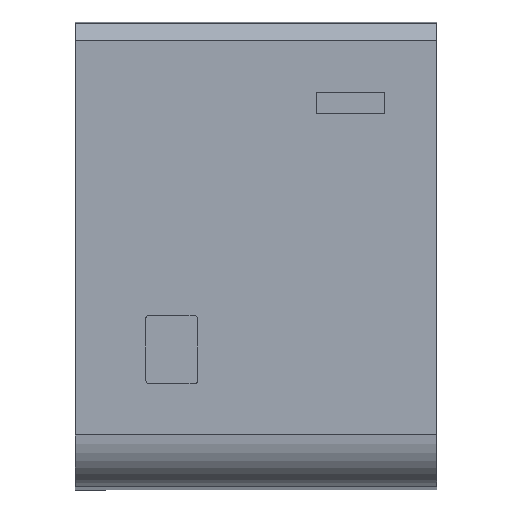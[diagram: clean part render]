
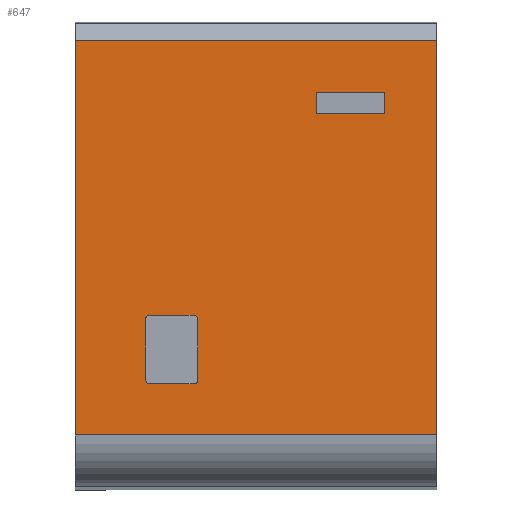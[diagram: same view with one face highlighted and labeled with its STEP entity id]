
A CAD part, top view. The second image highlights one B-rep face of the part: STEP entity #647.
In plain terms, the highlighted planar face has unit normal (0, 0, 1).
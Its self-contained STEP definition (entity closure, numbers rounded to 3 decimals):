
#611=AXIS2_PLACEMENT_3D('Plane Axis2P3D',#608,#609,#610) ;
#40=CARTESIAN_POINT('Vertex',(21.,26.052,42.3)) ;
#45=CARTESIAN_POINT('Line Origine',(21.,14.596,42.3)) ;
#49=CARTESIAN_POINT('Vertex',(21.,3.141,42.3)) ;
#265=CARTESIAN_POINT('Vertex',(6.9,6.105,42.3)) ;
#269=CARTESIAN_POINT('Control Point',(7.1,6.305,42.3)) ;
#270=CARTESIAN_POINT('Control Point',(7.1,6.226,42.3)) ;
#271=CARTESIAN_POINT('Control Point',(7.058,6.147,42.3)) ;
#272=CARTESIAN_POINT('Control Point',(6.979,6.105,42.3)) ;
#273=CARTESIAN_POINT('Control Point',(6.9,6.105,42.3)) ;
#274=CARTESIAN_POINT('Vertex',(7.1,6.305,42.3)) ;
#299=CARTESIAN_POINT('Vertex',(4.3,6.105,42.3)) ;
#302=CARTESIAN_POINT('Line Origine',(5.6,6.105,42.3)) ;
#328=CARTESIAN_POINT('Vertex',(4.1,6.305,42.3)) ;
#332=CARTESIAN_POINT('Control Point',(4.3,6.105,42.3)) ;
#333=CARTESIAN_POINT('Control Point',(4.221,6.105,42.3)) ;
#334=CARTESIAN_POINT('Control Point',(4.142,6.147,42.3)) ;
#335=CARTESIAN_POINT('Control Point',(4.1,6.226,42.3)) ;
#336=CARTESIAN_POINT('Control Point',(4.1,6.305,42.3)) ;
#355=CARTESIAN_POINT('Vertex',(4.1,9.905,42.3)) ;
#358=CARTESIAN_POINT('Line Origine',(4.1,8.105,42.3)) ;
#384=CARTESIAN_POINT('Vertex',(4.3,10.105,42.3)) ;
#388=CARTESIAN_POINT('Control Point',(4.1,9.905,42.3)) ;
#389=CARTESIAN_POINT('Control Point',(4.1,9.983,42.3)) ;
#390=CARTESIAN_POINT('Control Point',(4.142,10.063,42.3)) ;
#391=CARTESIAN_POINT('Control Point',(4.221,10.105,42.3)) ;
#392=CARTESIAN_POINT('Control Point',(4.3,10.105,42.3)) ;
#411=CARTESIAN_POINT('Vertex',(6.9,10.105,42.3)) ;
#414=CARTESIAN_POINT('Line Origine',(5.6,10.105,42.3)) ;
#440=CARTESIAN_POINT('Vertex',(7.1,9.905,42.3)) ;
#444=CARTESIAN_POINT('Control Point',(6.9,10.105,42.3)) ;
#445=CARTESIAN_POINT('Control Point',(6.979,10.105,42.3)) ;
#446=CARTESIAN_POINT('Control Point',(7.058,10.063,42.3)) ;
#447=CARTESIAN_POINT('Control Point',(7.1,9.983,42.3)) ;
#448=CARTESIAN_POINT('Control Point',(7.1,9.905,42.3)) ;
#463=CARTESIAN_POINT('Line Origine',(7.1,8.105,42.3)) ;
#485=CARTESIAN_POINT('Vertex',(18.,21.81,42.3)) ;
#488=CARTESIAN_POINT('Line Origine',(18.,22.435,42.3)) ;
#492=CARTESIAN_POINT('Vertex',(18.,23.06,42.3)) ;
#517=CARTESIAN_POINT('Vertex',(14.,21.81,42.3)) ;
#520=CARTESIAN_POINT('Line Origine',(16.,21.81,42.3)) ;
#542=CARTESIAN_POINT('Vertex',(14.,23.06,42.3)) ;
#545=CARTESIAN_POINT('Line Origine',(14.,22.435,42.3)) ;
#563=CARTESIAN_POINT('Line Origine',(16.,23.06,42.3)) ;
#592=CARTESIAN_POINT('Vertex',(0.,26.052,42.3)) ;
#595=CARTESIAN_POINT('Line Origine',(10.5,26.052,42.3)) ;
#608=CARTESIAN_POINT('Axis2P3D Location',(0.,3.14,42.3)) ;
#613=CARTESIAN_POINT('Line Origine',(0.,14.596,42.3)) ;
#617=CARTESIAN_POINT('Vertex',(0.,3.141,42.3)) ;
#620=CARTESIAN_POINT('Line Origine',(10.5,3.14,42.3)) ;
#46=DIRECTION('Vector Direction',(0.,1.,0.)) ;
#303=DIRECTION('Vector Direction',(-1.,0.,0.)) ;
#359=DIRECTION('Vector Direction',(0.,1.,0.)) ;
#415=DIRECTION('Vector Direction',(1.,0.,0.)) ;
#464=DIRECTION('Vector Direction',(0.,-1.,0.)) ;
#489=DIRECTION('Vector Direction',(0.,1.,0.)) ;
#521=DIRECTION('Vector Direction',(-1.,0.,0.)) ;
#546=DIRECTION('Vector Direction',(0.,-1.,0.)) ;
#564=DIRECTION('Vector Direction',(1.,0.,0.)) ;
#596=DIRECTION('Vector Direction',(1.,0.,0.)) ;
#609=DIRECTION('Axis2P3D Direction',(0.,0.,-1.)) ;
#610=DIRECTION('Axis2P3D XDirection',(0.,1.,0.)) ;
#614=DIRECTION('Vector Direction',(0.,1.,0.)) ;
#621=DIRECTION('Vector Direction',(1.,0.,0.)) ;
#47=VECTOR('Line Direction',#46,1.) ;
#304=VECTOR('Line Direction',#303,1.) ;
#360=VECTOR('Line Direction',#359,1.) ;
#416=VECTOR('Line Direction',#415,1.) ;
#465=VECTOR('Line Direction',#464,1.) ;
#490=VECTOR('Line Direction',#489,1.) ;
#522=VECTOR('Line Direction',#521,1.) ;
#547=VECTOR('Line Direction',#546,1.) ;
#565=VECTOR('Line Direction',#564,1.) ;
#597=VECTOR('Line Direction',#596,1.) ;
#615=VECTOR('Line Direction',#614,1.) ;
#622=VECTOR('Line Direction',#621,1.) ;
#626=ORIENTED_EDGE('',*,*,#51,.T.) ;
#627=ORIENTED_EDGE('',*,*,#599,.F.) ;
#628=ORIENTED_EDGE('',*,*,#619,.F.) ;
#629=ORIENTED_EDGE('',*,*,#624,.T.) ;
#632=ORIENTED_EDGE('',*,*,#494,.F.) ;
#633=ORIENTED_EDGE('',*,*,#524,.F.) ;
#634=ORIENTED_EDGE('',*,*,#549,.F.) ;
#635=ORIENTED_EDGE('',*,*,#567,.F.) ;
#638=ORIENTED_EDGE('',*,*,#276,.F.) ;
#639=ORIENTED_EDGE('',*,*,#306,.F.) ;
#640=ORIENTED_EDGE('',*,*,#337,.F.) ;
#641=ORIENTED_EDGE('',*,*,#362,.F.) ;
#642=ORIENTED_EDGE('',*,*,#393,.F.) ;
#643=ORIENTED_EDGE('',*,*,#418,.F.) ;
#644=ORIENTED_EDGE('',*,*,#449,.F.) ;
#645=ORIENTED_EDGE('',*,*,#467,.F.) ;
#636=FACE_BOUND('',#631,.T.) ;
#646=FACE_BOUND('',#637,.T.) ;
#647=ADVANCED_FACE('RELAIS',(#630,#636,#646),#612,.F.) ;
#268=B_SPLINE_CURVE_WITH_KNOTS('',4,(#269,#270,#271,#272,#273),.UNSPECIFIED.,.F.,.U.,(5,5),(3.6,3.914),.UNSPECIFIED.) ;
#331=B_SPLINE_CURVE_WITH_KNOTS('',4,(#332,#333,#334,#335,#336),.UNSPECIFIED.,.F.,.U.,(5,5),(6.514,6.828),.UNSPECIFIED.) ;
#387=B_SPLINE_CURVE_WITH_KNOTS('',4,(#388,#389,#390,#391,#392),.UNSPECIFIED.,.F.,.U.,(5,5),(10.428,10.742),.UNSPECIFIED.) ;
#443=B_SPLINE_CURVE_WITH_KNOTS('',4,(#444,#445,#446,#447,#448),.UNSPECIFIED.,.F.,.U.,(5,5),(13.342,13.657),.UNSPECIFIED.) ;
#51=EDGE_CURVE('',#50,#41,#48,.T.) ;
#276=EDGE_CURVE('',#266,#275,#268,.F.) ;
#306=EDGE_CURVE('',#300,#266,#305,.F.) ;
#337=EDGE_CURVE('',#329,#300,#331,.F.) ;
#362=EDGE_CURVE('',#356,#329,#361,.F.) ;
#393=EDGE_CURVE('',#385,#356,#387,.F.) ;
#418=EDGE_CURVE('',#412,#385,#417,.F.) ;
#449=EDGE_CURVE('',#441,#412,#443,.F.) ;
#467=EDGE_CURVE('',#275,#441,#466,.F.) ;
#494=EDGE_CURVE('',#486,#493,#491,.T.) ;
#524=EDGE_CURVE('',#518,#486,#523,.F.) ;
#549=EDGE_CURVE('',#543,#518,#548,.T.) ;
#567=EDGE_CURVE('',#493,#543,#566,.F.) ;
#599=EDGE_CURVE('',#593,#41,#598,.T.) ;
#619=EDGE_CURVE('',#618,#593,#616,.T.) ;
#624=EDGE_CURVE('',#618,#50,#623,.T.) ;
#625=EDGE_LOOP('',(#626,#627,#628,#629)) ;
#631=EDGE_LOOP('',(#632,#633,#634,#635)) ;
#637=EDGE_LOOP('',(#638,#639,#640,#641,#642,#643,#644,#645)) ;
#630=FACE_OUTER_BOUND('',#625,.T.) ;
#48=LINE('Line',#45,#47) ;
#305=LINE('Line',#302,#304) ;
#361=LINE('Line',#358,#360) ;
#417=LINE('Line',#414,#416) ;
#466=LINE('Line',#463,#465) ;
#491=LINE('Line',#488,#490) ;
#523=LINE('Line',#520,#522) ;
#548=LINE('Line',#545,#547) ;
#566=LINE('Line',#563,#565) ;
#598=LINE('Line',#595,#597) ;
#616=LINE('Line',#613,#615) ;
#623=LINE('Line',#620,#622) ;
#612=PLANE('',#611) ;
#41=VERTEX_POINT('',#40) ;
#50=VERTEX_POINT('',#49) ;
#266=VERTEX_POINT('',#265) ;
#275=VERTEX_POINT('',#274) ;
#300=VERTEX_POINT('',#299) ;
#329=VERTEX_POINT('',#328) ;
#356=VERTEX_POINT('',#355) ;
#385=VERTEX_POINT('',#384) ;
#412=VERTEX_POINT('',#411) ;
#441=VERTEX_POINT('',#440) ;
#486=VERTEX_POINT('',#485) ;
#493=VERTEX_POINT('',#492) ;
#518=VERTEX_POINT('',#517) ;
#543=VERTEX_POINT('',#542) ;
#593=VERTEX_POINT('',#592) ;
#618=VERTEX_POINT('',#617) ;
